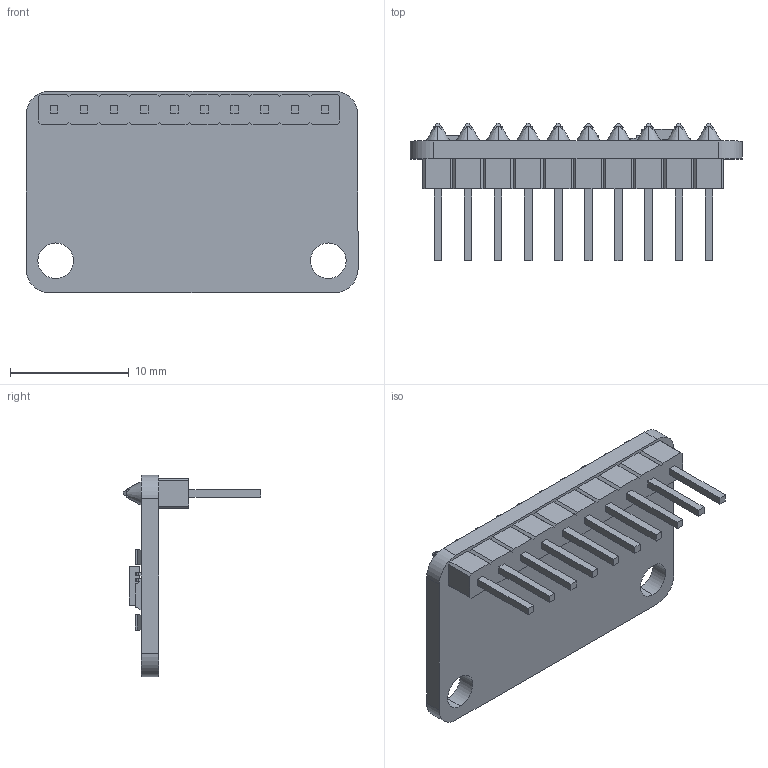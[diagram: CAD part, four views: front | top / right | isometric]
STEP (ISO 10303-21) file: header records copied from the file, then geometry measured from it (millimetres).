
FILE_DESCRIPTION (( 'STEP AP214' ), '1' );
FILE_NAME ('ads1115_2.STEP', '2024-05-05T08:49:18', ( '' ), ( '' ), 'SwSTEP 2.0', 'SolidWorks 2018', '' );
FILE_SCHEMA (( 'AUTOMOTIVE_DESIGN' ));
Length unit declared in the file: millimetre
Products named in the file (1): ads1115_2
Bounding box: 28 x 11.6 x 17 mm (x, y, z)
Volume: 893.9 mm3; surface area: 1614.4 mm2
Topology: 2 solids, 12 shells, 569 faces, 1478 edges, 972 vertices
Faces by surface type: plane 491, cylinder 58, cone 20
Entity records: 21785 total; most frequent: CARTESIAN_POINT 3500, ORIENTED_EDGE 2956, DIRECTION 2654, EDGE_CURVE 1478, VECTOR 1122, LINE 1122, VERTEX_POINT 972, AXIS2_PLACEMENT_3D 766
